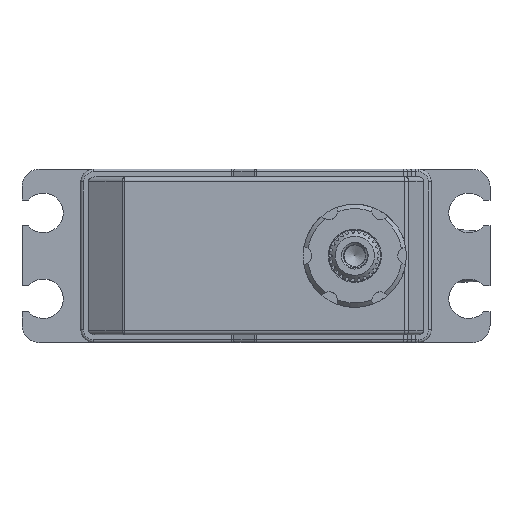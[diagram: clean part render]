
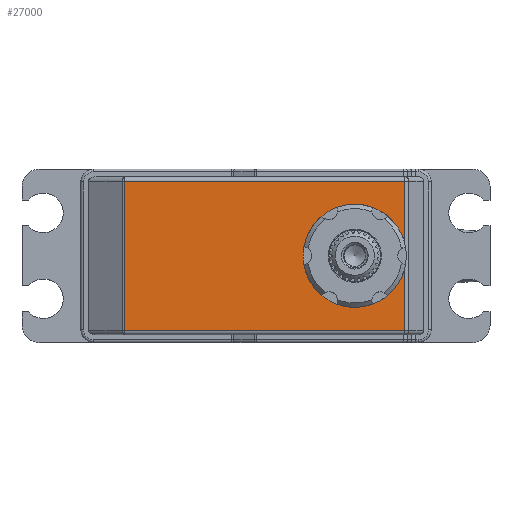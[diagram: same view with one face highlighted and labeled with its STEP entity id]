
A CAD part, top view. The second image highlights one B-rep face of the part: STEP entity #27000.
In plain terms, the highlighted face is planar.
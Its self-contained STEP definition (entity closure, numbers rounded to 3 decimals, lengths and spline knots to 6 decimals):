
#1581=CIRCLE('',#28891,0.006);
#1582=CIRCLE('',#28892,0.006);
#3993=FACE_OUTER_BOUND('',#5575,.T.);
#5575=EDGE_LOOP('',(#18950,#18951,#18952,#18953,#18954,#18955,#18956));
#7337=LINE('',#41018,#9300);
#7338=LINE('',#41022,#9301);
#7339=LINE('',#41023,#9302);
#7340=LINE('',#41025,#9303);
#7341=LINE('',#41030,#9304);
#9300=VECTOR('',#32649,1.);
#9301=VECTOR('',#32652,1.);
#9302=VECTOR('',#32653,1.);
#9303=VECTOR('',#32654,1.);
#9304=VECTOR('',#32659,1.);
#11300=VERTEX_POINT('',#41014);
#11301=VERTEX_POINT('',#41016);
#11302=VERTEX_POINT('',#41020);
#11303=VERTEX_POINT('',#41021);
#11304=VERTEX_POINT('',#41024);
#11305=VERTEX_POINT('',#41026);
#11306=VERTEX_POINT('',#41028);
#14222=EDGE_CURVE('',#11300,#11301,#7337,.T.);
#14223=EDGE_CURVE('',#11302,#11303,#7338,.T.);
#14224=EDGE_CURVE('',#11303,#11300,#7339,.T.);
#14225=EDGE_CURVE('',#11301,#11304,#7340,.T.);
#14226=EDGE_CURVE('',#11305,#11304,#1581,.T.);
#14227=EDGE_CURVE('',#11306,#11305,#1582,.T.);
#14228=EDGE_CURVE('',#11306,#11302,#7341,.T.);
#18950=ORIENTED_EDGE('',*,*,#14223,.T.);
#18951=ORIENTED_EDGE('',*,*,#14224,.T.);
#18952=ORIENTED_EDGE('',*,*,#14222,.T.);
#18953=ORIENTED_EDGE('',*,*,#14225,.T.);
#18954=ORIENTED_EDGE('',*,*,#14226,.F.);
#18955=ORIENTED_EDGE('',*,*,#14227,.F.);
#18956=ORIENTED_EDGE('',*,*,#14228,.T.);
#26462=PLANE('',#28890);
#27000=ADVANCED_FACE('',(#3993),#26462,.T.);
#28890=AXIS2_PLACEMENT_3D('',#41019,#32650,#32651);
#28891=AXIS2_PLACEMENT_3D('',#41027,#32655,#32656);
#28892=AXIS2_PLACEMENT_3D('',#41029,#32657,#32658);
#32649=DIRECTION('',(1.,0.,0.));
#32650=DIRECTION('center_axis',(0.,1.,0.));
#32651=DIRECTION('ref_axis',(1.,0.,0.));
#32652=DIRECTION('',(-1.,0.,0.));
#32653=DIRECTION('',(0.,0.,1.));
#32654=DIRECTION('',(0.,0.,-1.));
#32655=DIRECTION('center_axis',(0.,1.,0.));
#32656=DIRECTION('ref_axis',(-1.,0.,0.));
#32657=DIRECTION('center_axis',(0.,1.,0.));
#32658=DIRECTION('ref_axis',(-1.,0.,0.));
#32659=DIRECTION('',(0.,0.,-1.));
#41014=CARTESIAN_POINT('',(-0.015271,0.0269,0.0087));
#41016=CARTESIAN_POINT('',(0.017346,0.0269,0.0087));
#41018=CARTESIAN_POINT('',(-0.015271,0.0269,0.0087));
#41019=CARTESIAN_POINT('Origin',(0.,0.0269,0.));
#41020=CARTESIAN_POINT('',(0.017346,0.0269,-0.0087));
#41021=CARTESIAN_POINT('',(-0.015271,0.0269,-0.0087));
#41022=CARTESIAN_POINT('',(0.017346,0.0269,-0.0087));
#41023=CARTESIAN_POINT('',(-0.015271,0.0269,-0.0087));
#41024=CARTESIAN_POINT('',(0.017346,0.0269,0.001353));
#41025=CARTESIAN_POINT('',(0.017346,0.0269,0.0087));
#41026=CARTESIAN_POINT('',(0.0055,0.0269,0.));
#41027=CARTESIAN_POINT('Origin',(0.0115,0.0269,0.));
#41028=CARTESIAN_POINT('',(0.017346,0.0269,-0.001353));
#41029=CARTESIAN_POINT('Origin',(0.0115,0.0269,0.));
#41030=CARTESIAN_POINT('',(0.017346,0.0269,-0.001353));
